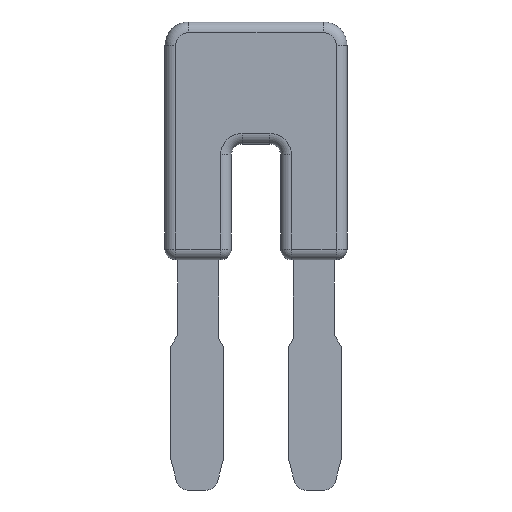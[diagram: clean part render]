
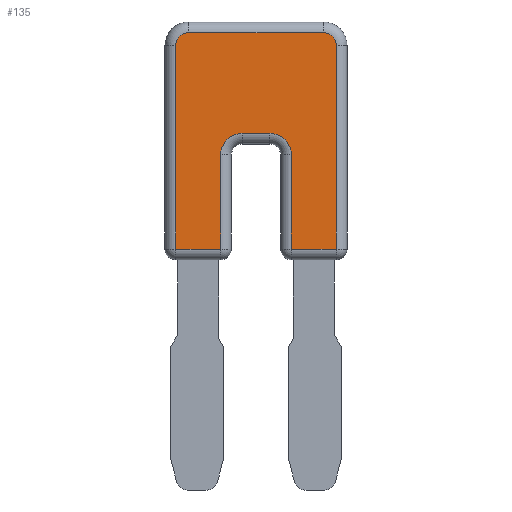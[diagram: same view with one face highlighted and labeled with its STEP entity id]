
A CAD part, front view. The second image highlights one B-rep face of the part: STEP entity #135.
In plain terms, the highlighted planar face has unit normal (0, -1, 0).
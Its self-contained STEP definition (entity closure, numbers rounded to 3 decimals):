
#35=AXIS2_PLACEMENT_3D('Plane Axis2P3D',#32,#33,#34) ;
#48=AXIS2_PLACEMENT_3D('Circle Axis2P3D',#46,#47,$) ;
#62=AXIS2_PLACEMENT_3D('Circle Axis2P3D',#60,#61,$) ;
#90=AXIS2_PLACEMENT_3D('Circle Axis2P3D',#88,#89,$) ;
#104=AXIS2_PLACEMENT_3D('Circle Axis2P3D',#102,#103,$) ;
#32=CARTESIAN_POINT('Axis2P3D Location',(4.25,0.,21.85)) ;
#37=CARTESIAN_POINT('Line Origine',(2.6,0.,13.45)) ;
#41=CARTESIAN_POINT('Vertex',(2.6,0.,15.65)) ;
#43=CARTESIAN_POINT('Vertex',(2.6,0.,11.25)) ;
#46=CARTESIAN_POINT('Axis2P3D Location',(3.6,0.,15.65)) ;
#50=CARTESIAN_POINT('Vertex',(3.6,0.,16.65)) ;
#53=CARTESIAN_POINT('Line Origine',(4.25,0.,16.65)) ;
#57=CARTESIAN_POINT('Vertex',(4.9,0.,16.65)) ;
#60=CARTESIAN_POINT('Axis2P3D Location',(4.9,0.,15.65)) ;
#64=CARTESIAN_POINT('Vertex',(5.9,0.,15.65)) ;
#67=CARTESIAN_POINT('Line Origine',(5.9,0.,13.45)) ;
#71=CARTESIAN_POINT('Vertex',(5.9,0.,11.25)) ;
#74=CARTESIAN_POINT('Line Origine',(6.95,0.,11.25)) ;
#78=CARTESIAN_POINT('Vertex',(8.,0.,11.25)) ;
#81=CARTESIAN_POINT('Line Origine',(8.,0.,16.)) ;
#85=CARTESIAN_POINT('Vertex',(8.,0.,20.75)) ;
#88=CARTESIAN_POINT('Axis2P3D Location',(7.4,0.,20.75)) ;
#92=CARTESIAN_POINT('Vertex',(7.4,0.,21.35)) ;
#95=CARTESIAN_POINT('Line Origine',(4.25,0.,21.35)) ;
#99=CARTESIAN_POINT('Vertex',(1.1,0.,21.35)) ;
#102=CARTESIAN_POINT('Axis2P3D Location',(1.1,0.,20.75)) ;
#106=CARTESIAN_POINT('Vertex',(0.5,0.,20.75)) ;
#109=CARTESIAN_POINT('Line Origine',(0.5,0.,16.)) ;
#113=CARTESIAN_POINT('Vertex',(0.5,0.,11.25)) ;
#116=CARTESIAN_POINT('Line Origine',(1.55,0.,11.25)) ;
#33=DIRECTION('Axis2P3D Direction',(0.,1.,0.)) ;
#34=DIRECTION('Axis2P3D XDirection',(-1.,0.,0.)) ;
#38=DIRECTION('Vector Direction',(0.,0.,1.)) ;
#47=DIRECTION('Axis2P3D Direction',(0.,1.,0.)) ;
#54=DIRECTION('Vector Direction',(1.,0.,0.)) ;
#61=DIRECTION('Axis2P3D Direction',(0.,1.,0.)) ;
#68=DIRECTION('Vector Direction',(0.,0.,1.)) ;
#75=DIRECTION('Vector Direction',(1.,0.,0.)) ;
#82=DIRECTION('Vector Direction',(0.,0.,1.)) ;
#89=DIRECTION('Axis2P3D Direction',(0.,1.,0.)) ;
#96=DIRECTION('Vector Direction',(1.,0.,0.)) ;
#103=DIRECTION('Axis2P3D Direction',(0.,1.,0.)) ;
#110=DIRECTION('Vector Direction',(0.,0.,1.)) ;
#117=DIRECTION('Vector Direction',(1.,0.,0.)) ;
#39=VECTOR('Line Direction',#38,1.) ;
#55=VECTOR('Line Direction',#54,1.) ;
#69=VECTOR('Line Direction',#68,1.) ;
#76=VECTOR('Line Direction',#75,1.) ;
#83=VECTOR('Line Direction',#82,1.) ;
#97=VECTOR('Line Direction',#96,1.) ;
#111=VECTOR('Line Direction',#110,1.) ;
#118=VECTOR('Line Direction',#117,1.) ;
#122=ORIENTED_EDGE('',*,*,#45,.F.) ;
#123=ORIENTED_EDGE('',*,*,#52,.F.) ;
#124=ORIENTED_EDGE('',*,*,#59,.F.) ;
#125=ORIENTED_EDGE('',*,*,#66,.F.) ;
#126=ORIENTED_EDGE('',*,*,#73,.F.) ;
#127=ORIENTED_EDGE('',*,*,#80,.F.) ;
#128=ORIENTED_EDGE('',*,*,#87,.F.) ;
#129=ORIENTED_EDGE('',*,*,#94,.F.) ;
#130=ORIENTED_EDGE('',*,*,#101,.F.) ;
#131=ORIENTED_EDGE('',*,*,#108,.F.) ;
#132=ORIENTED_EDGE('',*,*,#115,.F.) ;
#133=ORIENTED_EDGE('',*,*,#120,.F.) ;
#135=ADVANCED_FACE('ZQB 2.5-2_KU',(#134),#36,.F.) ;
#49=CIRCLE('generated circle',#48,1.) ;
#63=CIRCLE('generated circle',#62,1.) ;
#91=CIRCLE('generated circle',#90,0.6) ;
#105=CIRCLE('generated circle',#104,0.6) ;
#45=EDGE_CURVE('',#42,#44,#40,.F.) ;
#52=EDGE_CURVE('',#51,#42,#49,.F.) ;
#59=EDGE_CURVE('',#58,#51,#56,.F.) ;
#66=EDGE_CURVE('',#65,#58,#63,.F.) ;
#73=EDGE_CURVE('',#72,#65,#70,.T.) ;
#80=EDGE_CURVE('',#79,#72,#77,.F.) ;
#87=EDGE_CURVE('',#86,#79,#84,.F.) ;
#94=EDGE_CURVE('',#93,#86,#91,.T.) ;
#101=EDGE_CURVE('',#100,#93,#98,.T.) ;
#108=EDGE_CURVE('',#107,#100,#105,.T.) ;
#115=EDGE_CURVE('',#114,#107,#112,.T.) ;
#120=EDGE_CURVE('',#44,#114,#119,.F.) ;
#121=EDGE_LOOP('',(#122,#123,#124,#125,#126,#127,#128,#129,#130,#131,#132,#133)) ;
#134=FACE_OUTER_BOUND('',#121,.T.) ;
#40=LINE('Line',#37,#39) ;
#56=LINE('Line',#53,#55) ;
#70=LINE('Line',#67,#69) ;
#77=LINE('Line',#74,#76) ;
#84=LINE('Line',#81,#83) ;
#98=LINE('Line',#95,#97) ;
#112=LINE('Line',#109,#111) ;
#119=LINE('Line',#116,#118) ;
#36=PLANE('',#35) ;
#42=VERTEX_POINT('',#41) ;
#44=VERTEX_POINT('',#43) ;
#51=VERTEX_POINT('',#50) ;
#58=VERTEX_POINT('',#57) ;
#65=VERTEX_POINT('',#64) ;
#72=VERTEX_POINT('',#71) ;
#79=VERTEX_POINT('',#78) ;
#86=VERTEX_POINT('',#85) ;
#93=VERTEX_POINT('',#92) ;
#100=VERTEX_POINT('',#99) ;
#107=VERTEX_POINT('',#106) ;
#114=VERTEX_POINT('',#113) ;
